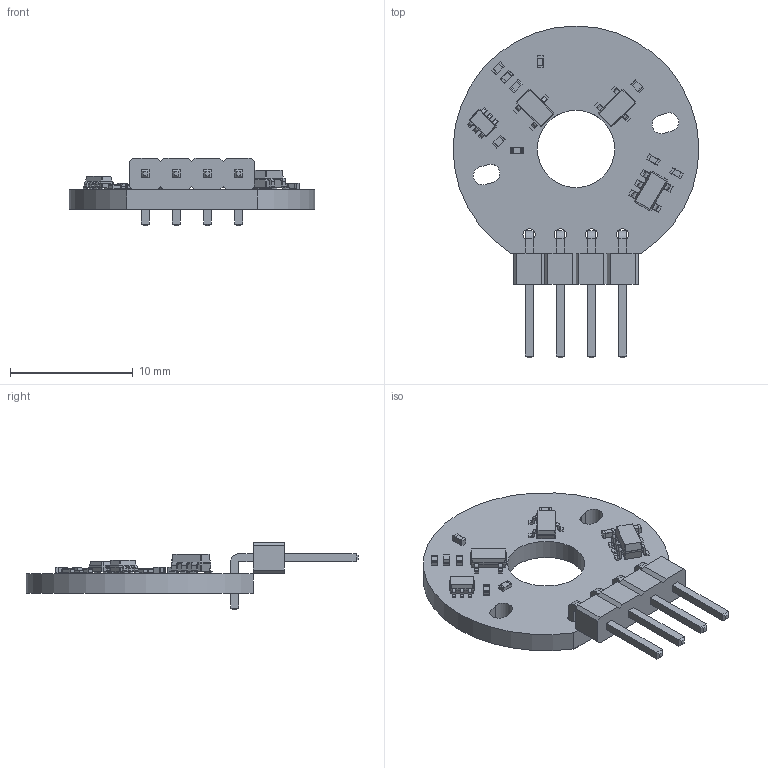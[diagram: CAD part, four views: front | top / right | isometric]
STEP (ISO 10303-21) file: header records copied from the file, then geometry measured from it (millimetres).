
FILE_DESCRIPTION(('KiCad electronic assembly'),'2;1');
FILE_NAME('asmartcap_xMoto.step','2022-07-19T10:30:58',('Pcbnew'),( 'Kicad'),'Open CASCADE STEP processor 7.6','KiCad to STEP converter' ,'Unknown');
FILE_SCHEMA(('AUTOMOTIVE_DESIGN { 1 0 10303 214 1 1 1 1 }'));
Length unit declared in the file: millimetre
Products named in the file (16): asmartcap_xMoto 1; R_0402_1005Metric; SOLID; PinHeader_1x04_P2.54mm_Horizontal; TSOT-23; C_0402_1005Metric; SOT-363_SC-70-6; SOT-23-5; LED_0402_1005Metric; asmartcap_xMoto PCB
Assembly tree (22 placements, depth 3):
  asmartcap_xMoto 1
    R_0402_1005Metric  x5
      SOLID
    PinHeader_1x04_P2.54mm_Horizontal
      SOLID
    TSOT-23  x2
      SOLID
    C_0402_1005Metric  x3
      SOLID
    SOT-363_SC-70-6
      SOLID
    SOT-23-5
      SOLID
    LED_0402_1005Metric
      SOLID
    asmartcap_xMoto PCB
Bounding box: 20.03 x 27.06 x 5.54 mm (x, y, z)
Volume: 524.3 mm3; surface area: 1032.1 mm2
Topology: 15 solids, 15 shells, 778 faces, 1963 edges, 1230 vertices
Faces by surface type: bspline 761, cylinder 10, plane 7
Full cylindrical faces by diameter (mm): 1 x4, 6.3 x1
Entity records: 34128 total; most frequent: CARTESIAN_POINT 12345, B_SPLINE_CURVE_WITH_KNOTS 3569, ORIENTED_EDGE 2704, PCURVE 2704, DEFINITIONAL_REPRESENTATION 2704, EDGE_CURVE 1352, SURFACE_CURVE 1347, VERTEX_POINT 840
